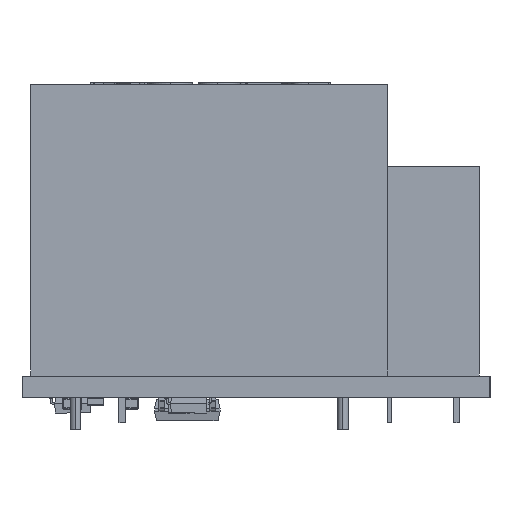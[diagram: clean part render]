
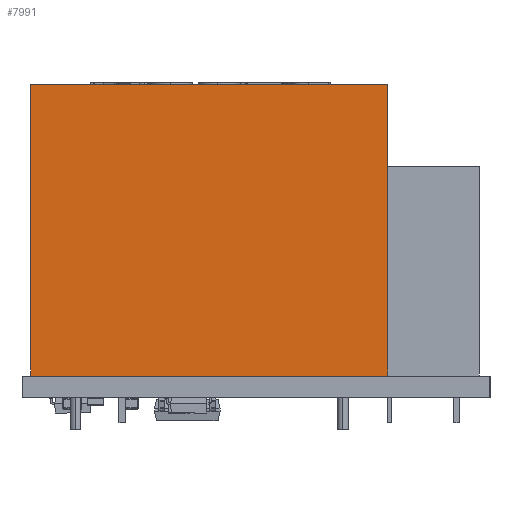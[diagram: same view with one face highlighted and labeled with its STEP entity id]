
A CAD part, left-side view. The second image highlights one B-rep face of the part: STEP entity #7991.
In plain terms, the highlighted face is planar.
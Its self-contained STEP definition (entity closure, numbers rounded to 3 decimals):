
#7338 = VERTEX_POINT('',#7339);
#7339 = CARTESIAN_POINT('',(26.7,25.8,-31.7));
#7345 = EDGE_CURVE('',#7338,#7346,#7348,.T.);
#7346 = VERTEX_POINT('',#7347);
#7347 = CARTESIAN_POINT('',(0.,25.8,-31.7));
#7348 = LINE('',#7349,#7350);
#7349 = CARTESIAN_POINT('',(0.,25.8,-31.7));
#7350 = VECTOR('',#7351,1.);
#7351 = DIRECTION('',(-1.,0.,0.));
#7902 = VERTEX_POINT('',#7903);
#7903 = CARTESIAN_POINT('',(0.,4.,-31.7));
#7909 = EDGE_CURVE('',#7902,#7910,#7912,.T.);
#7910 = VERTEX_POINT('',#7911);
#7911 = CARTESIAN_POINT('',(26.7,4.,-31.7));
#7912 = LINE('',#7913,#7914);
#7913 = CARTESIAN_POINT('',(26.7,4.,-31.7));
#7914 = VECTOR('',#7915,1.);
#7915 = DIRECTION('',(1.,0.,0.));
#7958 = EDGE_CURVE('',#7346,#7902,#7959,.T.);
#7959 = LINE('',#7960,#7961);
#7960 = CARTESIAN_POINT('',(0.,4.,-31.7));
#7961 = VECTOR('',#7962,1.);
#7962 = DIRECTION('',(0.,-1.,0.));
#7980 = EDGE_CURVE('',#7910,#7338,#7981,.T.);
#7981 = LINE('',#7982,#7983);
#7982 = CARTESIAN_POINT('',(26.7,25.8,-31.7));
#7983 = VECTOR('',#7984,1.);
#7984 = DIRECTION('',(0.,1.,0.));
#7991 = ADVANCED_FACE('',(#7992),#7998,.T.);
#7992 = FACE_BOUND('',#7993,.T.);
#7993 = EDGE_LOOP('',(#7994,#7995,#7996,#7997));
#7994 = ORIENTED_EDGE('',*,*,#7909,.F.);
#7995 = ORIENTED_EDGE('',*,*,#7958,.F.);
#7996 = ORIENTED_EDGE('',*,*,#7345,.F.);
#7997 = ORIENTED_EDGE('',*,*,#7980,.F.);
#7998 = PLANE('',#7999);
#7999 = AXIS2_PLACEMENT_3D('',#8000,#8001,#8002);
#8000 = CARTESIAN_POINT('',(0.,0.,-31.7));
#8001 = DIRECTION('',(0.,0.,-1.));
#8002 = DIRECTION('',(-1.,0.,0.));
